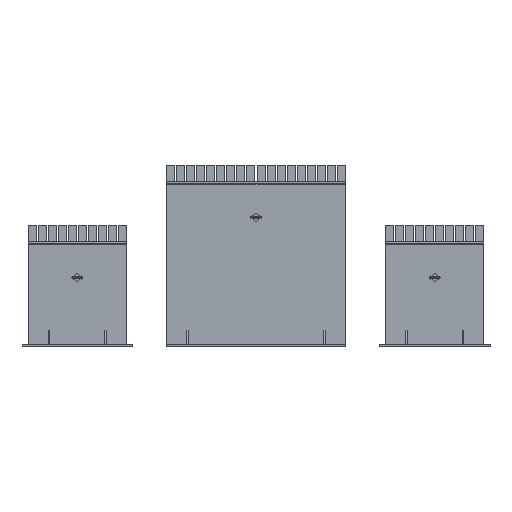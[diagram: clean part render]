
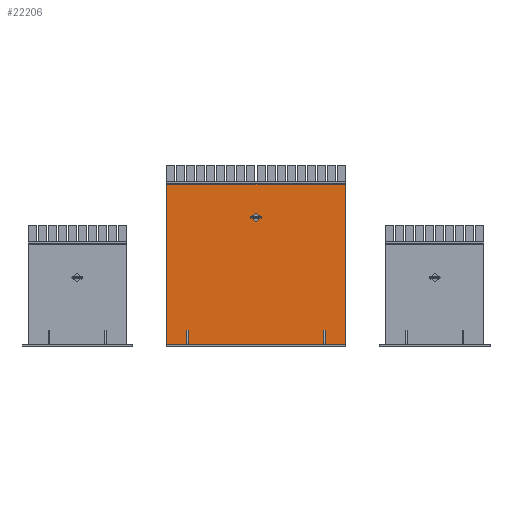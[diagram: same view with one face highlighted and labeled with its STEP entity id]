
A CAD part, top view. The second image highlights one B-rep face of the part: STEP entity #22206.
In plain terms, the highlighted planar face has unit normal (0, 0, 1).
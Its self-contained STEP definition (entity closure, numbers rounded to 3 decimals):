
#168 = EDGE_CURVE ( 'NONE', #19748, #14102, #30252, .T. ) ;
#668 = CARTESIAN_POINT ( 'NONE',  ( 0., 0., 0. ) ) ;
#860 = LINE ( 'NONE', #20142, #20905 ) ;
#1074 = CARTESIAN_POINT ( 'NONE',  ( -445., -405., 0. ) ) ;
#1307 = DIRECTION ( 'NONE',  ( 1., 0., 0. ) ) ;
#1568 = DIRECTION ( 'NONE',  ( -1., 0., 0. ) ) ;
#2261 = CARTESIAN_POINT ( 'NONE',  ( 180., -411., 0. ) ) ;
#3045 = VERTEX_POINT ( 'NONE', #13379 ) ;
#4109 = VERTEX_POINT ( 'NONE', #4136 ) ;
#4136 = CARTESIAN_POINT ( 'NONE',  ( 150., -411., 0. ) ) ;
#4163 = CARTESIAN_POINT ( 'NONE',  ( -445., -405., 0. ) ) ;
#5228 = CARTESIAN_POINT ( 'NONE',  ( 445., -405., 0. ) ) ;
#5540 = VECTOR ( 'NONE', #1307, 1000. ) ;
#5678 = VECTOR ( 'NONE', #31815, 1000. ) ;
#5723 = VERTEX_POINT ( 'NONE', #15127 ) ;
#6486 = VERTEX_POINT ( 'NONE', #15498 ) ;
#6752 = VERTEX_POINT ( 'NONE', #30798 ) ;
#6931 = CARTESIAN_POINT ( 'NONE',  ( 150., -405., 0. ) ) ;
#7597 = LINE ( 'NONE', #32379, #26407 ) ;
#7974 = ORIENTED_EDGE ( 'NONE', *, *, #25517, .T. ) ;
#8363 = VECTOR ( 'NONE', #15508, 1000. ) ;
#10042 = CARTESIAN_POINT ( 'NONE',  ( -445., -405., 0. ) ) ;
#10104 = VERTEX_POINT ( 'NONE', #30116 ) ;
#10256 = EDGE_CURVE ( 'NONE', #6752, #30326, #28630, .T. ) ;
#10445 = ORIENTED_EDGE ( 'NONE', *, *, #168, .T. ) ;
#10472 = VECTOR ( 'NONE', #20894, 1000. ) ;
#10808 = EDGE_CURVE ( 'NONE', #10104, #14102, #22685, .T. ) ;
#10833 = VECTOR ( 'NONE', #26588, 1000. ) ;
#10854 = EDGE_CURVE ( 'NONE', #6486, #3045, #28588, .T. ) ;
#11381 = DIRECTION ( 'NONE',  ( -1., 0., 0. ) ) ;
#11795 = CARTESIAN_POINT ( 'NONE',  ( -180., -411., 0. ) ) ;
#11868 = ORIENTED_EDGE ( 'NONE', *, *, #31685, .T. ) ;
#12331 = DIRECTION ( 'NONE',  ( -1., 0., 0. ) ) ;
#12812 = ORIENTED_EDGE ( 'NONE', *, *, #19141, .T. ) ;
#13379 = CARTESIAN_POINT ( 'NONE',  ( -180., -411., 0. ) ) ;
#13642 = ORIENTED_EDGE ( 'NONE', *, *, #29914, .T. ) ;
#14051 = FACE_OUTER_BOUND ( 'NONE', #34586, .T. ) ;
#14102 = VERTEX_POINT ( 'NONE', #23232 ) ;
#14131 = VECTOR ( 'NONE', #12331, 1000. ) ;
#14693 = VECTOR ( 'NONE', #17318, 1000. ) ;
#14830 = CARTESIAN_POINT ( 'NONE',  ( -445., 394., 0. ) ) ;
#15127 = CARTESIAN_POINT ( 'NONE',  ( -180., -405., 0. ) ) ;
#15498 = CARTESIAN_POINT ( 'NONE',  ( -150., -411., 0. ) ) ;
#15508 = DIRECTION ( 'NONE',  ( 0., 1., 0. ) ) ;
#15925 = VERTEX_POINT ( 'NONE', #24983 ) ;
#16345 = ORIENTED_EDGE ( 'NONE', *, *, #29155, .F. ) ;
#16644 = VERTEX_POINT ( 'NONE', #33681 ) ;
#17318 = DIRECTION ( 'NONE',  ( 1., 0., 0. ) ) ;
#18351 = CARTESIAN_POINT ( 'NONE',  ( -180., -411., 0. ) ) ;
#18408 = LINE ( 'NONE', #10042, #5678 ) ;
#19141 = EDGE_CURVE ( 'NONE', #16644, #19748, #18408, .T. ) ;
#19316 = EDGE_CURVE ( 'NONE', #4109, #30326, #24249, .T. ) ;
#19748 = VERTEX_POINT ( 'NONE', #5228 ) ;
#20086 = VERTEX_POINT ( 'NONE', #31450 ) ;
#20142 = CARTESIAN_POINT ( 'NONE',  ( -445., -405., 0. ) ) ;
#20894 = DIRECTION ( 'NONE',  ( 0., 1., 0. ) ) ;
#20905 = VECTOR ( 'NONE', #31207, 1000. ) ;
#21062 = CARTESIAN_POINT ( 'NONE',  ( -150., -411., 0. ) ) ;
#21306 = ORIENTED_EDGE ( 'NONE', *, *, #10808, .F. ) ;
#21666 = ORIENTED_EDGE ( 'NONE', *, *, #19316, .F. ) ;
#21690 = DIRECTION ( 'NONE',  ( 0., 1., 0. ) ) ;
#22049 = ORIENTED_EDGE ( 'NONE', *, *, #10854, .F. ) ;
#22206 = ADVANCED_FACE ( 'NONE', ( #14051 ), #25301, .F. ) ;
#22278 = ORIENTED_EDGE ( 'NONE', *, *, #24565, .T. ) ;
#22439 = DIRECTION ( 'NONE',  ( 0., 0., -1. ) ) ;
#22685 = LINE ( 'NONE', #14830, #14693 ) ;
#23232 = CARTESIAN_POINT ( 'NONE',  ( 445., 394., 0. ) ) ;
#24249 = LINE ( 'NONE', #32620, #10833 ) ;
#24519 = AXIS2_PLACEMENT_3D ( 'NONE', #668, #22439, #11381 ) ;
#24565 = EDGE_CURVE ( 'NONE', #20086, #16644, #7597, .T. ) ;
#24722 = CARTESIAN_POINT ( 'NONE',  ( 445., -405., 0. ) ) ;
#24983 = CARTESIAN_POINT ( 'NONE',  ( -445., -405., 0. ) ) ;
#25301 = PLANE ( 'NONE',  #24519 ) ;
#25517 = EDGE_CURVE ( 'NONE', #6486, #6752, #34989, .T. ) ;
#25541 = LINE ( 'NONE', #1074, #31056 ) ;
#26407 = VECTOR ( 'NONE', #30055, 1000. ) ;
#26553 = VECTOR ( 'NONE', #1568, 1000. ) ;
#26588 = DIRECTION ( 'NONE',  ( 0., 1., 0. ) ) ;
#26736 = LINE ( 'NONE', #2261, #26553 ) ;
#26771 = ORIENTED_EDGE ( 'NONE', *, *, #10256, .T. ) ;
#27976 = VECTOR ( 'NONE', #21690, 1000. ) ;
#28588 = LINE ( 'NONE', #11795, #14131 ) ;
#28630 = LINE ( 'NONE', #4163, #5540 ) ;
#29155 = EDGE_CURVE ( 'NONE', #20086, #4109, #26736, .T. ) ;
#29260 = LINE ( 'NONE', #18351, #8363 ) ;
#29914 = EDGE_CURVE ( 'NONE', #10104, #15925, #25541, .T. ) ;
#30055 = DIRECTION ( 'NONE',  ( 0., 1., 0. ) ) ;
#30116 = CARTESIAN_POINT ( 'NONE',  ( -445., 394., 0. ) ) ;
#30252 = LINE ( 'NONE', #24722, #27976 ) ;
#30326 = VERTEX_POINT ( 'NONE', #6931 ) ;
#30798 = CARTESIAN_POINT ( 'NONE',  ( -150., -405., 0. ) ) ;
#31056 = VECTOR ( 'NONE', #33753, 1000. ) ;
#31136 = ORIENTED_EDGE ( 'NONE', *, *, #31752, .F. ) ;
#31207 = DIRECTION ( 'NONE',  ( 1., 0., 0. ) ) ;
#31450 = CARTESIAN_POINT ( 'NONE',  ( 180., -411., 0. ) ) ;
#31685 = EDGE_CURVE ( 'NONE', #15925, #5723, #860, .T. ) ;
#31752 = EDGE_CURVE ( 'NONE', #3045, #5723, #29260, .T. ) ;
#31815 = DIRECTION ( 'NONE',  ( 1., 0., 0. ) ) ;
#32379 = CARTESIAN_POINT ( 'NONE',  ( 180., -411., 0. ) ) ;
#32620 = CARTESIAN_POINT ( 'NONE',  ( 150., -411., 0. ) ) ;
#33681 = CARTESIAN_POINT ( 'NONE',  ( 180., -405., 0. ) ) ;
#33753 = DIRECTION ( 'NONE',  ( 0., -1., 0. ) ) ;
#34586 = EDGE_LOOP ( 'NONE', ( #21306, #13642, #11868, #31136, #22049, #7974, #26771, #21666, #16345, #22278, #12812, #10445 ) ) ;
#34989 = LINE ( 'NONE', #21062, #10472 ) ;
